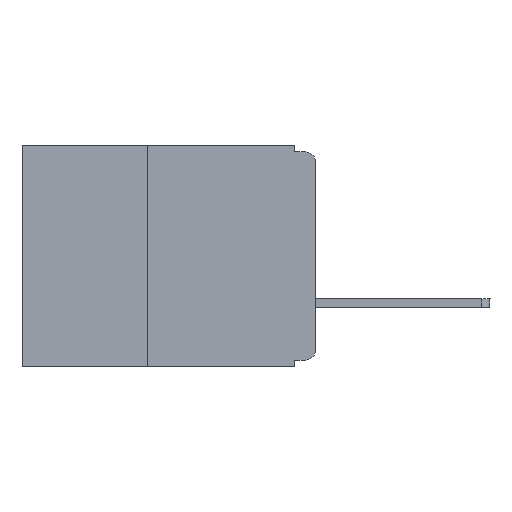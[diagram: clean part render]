
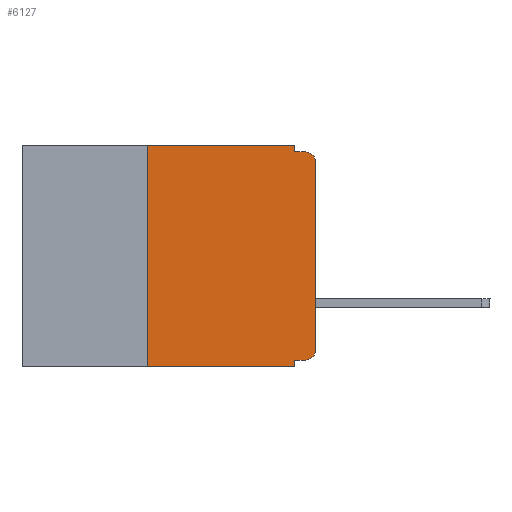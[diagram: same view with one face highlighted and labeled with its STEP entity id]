
A CAD part, left-side view. The second image highlights one B-rep face of the part: STEP entity #6127.
In plain terms, the highlighted planar face has unit normal (-1, 0, 0).
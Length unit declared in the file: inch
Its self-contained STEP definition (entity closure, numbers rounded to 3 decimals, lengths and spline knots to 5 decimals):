
#55 = EDGE_CURVE ( 'NONE', #9739, #5456, #1589, .T. ) ;
#538 = CARTESIAN_POINT ( 'NONE',  ( 0., 0.031, -0.01 ) ) ;
#848 = DIRECTION ( 'NONE',  ( 0., 0., -1. ) ) ;
#1041 = DIRECTION ( 'NONE',  ( 0., 0., 1. ) ) ;
#1161 = DIRECTION ( 'NONE',  ( 0., 0., -1. ) ) ;
#1584 = CIRCLE ( 'NONE', #7532, 0.015 ) ;
#1589 = LINE ( 'NONE', #8511, #10553 ) ;
#1596 = CARTESIAN_POINT ( 'NONE',  ( 0., 0., -0.305 ) ) ;
#1601 = EDGE_CURVE ( 'NONE', #10308, #9875, #9486, .T. ) ;
#1888 = DIRECTION ( 'NONE',  ( -1., 0., 0. ) ) ;
#1961 = VECTOR ( 'NONE', #1041, 39.37008 ) ;
#2252 = LINE ( 'NONE', #3444, #11828 ) ;
#2348 = CARTESIAN_POINT ( 'NONE',  ( 0., 0.437, 0. ) ) ;
#2373 = ORIENTED_EDGE ( 'NONE', *, *, #6397, .T. ) ;
#2620 = CARTESIAN_POINT ( 'NONE',  ( 0., 0.25, -0.33 ) ) ;
#3012 = DIRECTION ( 'NONE',  ( 0., 0., 1. ) ) ;
#3022 = VERTEX_POINT ( 'NONE', #11645 ) ;
#3203 = DIRECTION ( 'NONE',  ( 0., 0., -1. ) ) ;
#3248 = VERTEX_POINT ( 'NONE', #5663 ) ;
#3283 = EDGE_CURVE ( 'NONE', #4278, #9298, #4089, .T. ) ;
#3340 = EDGE_CURVE ( 'NONE', #10308, #3248, #10294, .T. ) ;
#3444 = CARTESIAN_POINT ( 'NONE',  ( 0., 0.031, -0.33 ) ) ;
#3519 = PLANE ( 'NONE',  #8521 ) ;
#3781 = DIRECTION ( 'NONE',  ( 0., 1., 0. ) ) ;
#3828 = CARTESIAN_POINT ( 'NONE',  ( 0., 0., 0. ) ) ;
#3833 = ORIENTED_EDGE ( 'NONE', *, *, #4663, .T. ) ;
#3839 = DIRECTION ( 'NONE',  ( 0., 0., -1. ) ) ;
#3911 = CARTESIAN_POINT ( 'NONE',  ( 0., 0., -0.32 ) ) ;
#3995 = CARTESIAN_POINT ( 'NONE',  ( 0., 0.015, -0.025 ) ) ;
#4089 = LINE ( 'NONE', #4764, #9012 ) ;
#4214 = VECTOR ( 'NONE', #11202, 39.37008 ) ;
#4278 = VERTEX_POINT ( 'NONE', #2620 ) ;
#4406 = DIRECTION ( 'NONE',  ( 1., 0., 0. ) ) ;
#4486 = EDGE_CURVE ( 'NONE', #9298, #11676, #10260, .T. ) ;
#4521 = VECTOR ( 'NONE', #3781, 39.37008 ) ;
#4663 = EDGE_CURVE ( 'NONE', #9751, #5456, #1584, .T. ) ;
#4764 = CARTESIAN_POINT ( 'NONE',  ( 0., 0.25, -0.33 ) ) ;
#5219 = ORIENTED_EDGE ( 'NONE', *, *, #3340, .F. ) ;
#5456 = VERTEX_POINT ( 'NONE', #9662 ) ;
#5520 = ORIENTED_EDGE ( 'NONE', *, *, #55, .F. ) ;
#5663 = CARTESIAN_POINT ( 'NONE',  ( 0., 0.031, -0.32 ) ) ;
#5668 = ORIENTED_EDGE ( 'NONE', *, *, #11168, .F. ) ;
#5738 = DIRECTION ( 'NONE',  ( 0., -1., 0. ) ) ;
#5947 = DIRECTION ( 'NONE',  ( 0., -1., 0. ) ) ;
#6127 = ADVANCED_FACE ( 'NONE', ( #7187 ), #3519, .F. ) ;
#6397 = EDGE_CURVE ( 'NONE', #9875, #9751, #10952, .T. ) ;
#6877 = CARTESIAN_POINT ( 'NONE',  ( 0., 0.031, 0. ) ) ;
#6904 = CARTESIAN_POINT ( 'NONE',  ( 0., 0.031, 0. ) ) ;
#7148 = EDGE_CURVE ( 'NONE', #11676, #9739, #9211, .T. ) ;
#7187 = FACE_OUTER_BOUND ( 'NONE', #10511, .T. ) ;
#7303 = CARTESIAN_POINT ( 'NONE',  ( 0., 0.25, 0. ) ) ;
#7437 = CARTESIAN_POINT ( 'NONE',  ( 0., 0.015, -0.305 ) ) ;
#7532 = AXIS2_PLACEMENT_3D ( 'NONE', #3995, #10289, #1161 ) ;
#7830 = ORIENTED_EDGE ( 'NONE', *, *, #7148, .F. ) ;
#8383 = VECTOR ( 'NONE', #5947, 39.37008 ) ;
#8511 = CARTESIAN_POINT ( 'NONE',  ( 0., 0., -0.01 ) ) ;
#8521 = AXIS2_PLACEMENT_3D ( 'NONE', #10794, #4406, #9016 ) ;
#8531 = CARTESIAN_POINT ( 'NONE',  ( 0., 0.437, -0.33 ) ) ;
#8696 = EDGE_CURVE ( 'NONE', #4278, #3022, #9550, .T. ) ;
#9012 = VECTOR ( 'NONE', #3012, 39.37008 ) ;
#9016 = DIRECTION ( 'NONE',  ( 0., 0., -1. ) ) ;
#9211 = LINE ( 'NONE', #6877, #10068 ) ;
#9250 = ORIENTED_EDGE ( 'NONE', *, *, #4486, .F. ) ;
#9298 = VERTEX_POINT ( 'NONE', #7303 ) ;
#9486 = CIRCLE ( 'NONE', #11100, 0.015 ) ;
#9550 = LINE ( 'NONE', #8531, #4214 ) ;
#9662 = CARTESIAN_POINT ( 'NONE',  ( 0., 0.015, -0.01 ) ) ;
#9733 = ORIENTED_EDGE ( 'NONE', *, *, #1601, .T. ) ;
#9739 = VERTEX_POINT ( 'NONE', #538 ) ;
#9751 = VERTEX_POINT ( 'NONE', #9795 ) ;
#9795 = CARTESIAN_POINT ( 'NONE',  ( 0., 0., -0.025 ) ) ;
#9875 = VERTEX_POINT ( 'NONE', #1596 ) ;
#10068 = VECTOR ( 'NONE', #3203, 39.37008 ) ;
#10150 = ORIENTED_EDGE ( 'NONE', *, *, #8696, .T. ) ;
#10260 = LINE ( 'NONE', #2348, #8383 ) ;
#10289 = DIRECTION ( 'NONE',  ( -1., 0., 0. ) ) ;
#10294 = LINE ( 'NONE', #3911, #4521 ) ;
#10308 = VERTEX_POINT ( 'NONE', #11456 ) ;
#10511 = EDGE_LOOP ( 'NONE', ( #2373, #3833, #5520, #7830, #9250, #11643, #10150, #5668, #5219, #9733 ) ) ;
#10553 = VECTOR ( 'NONE', #5738, 39.37008 ) ;
#10794 = CARTESIAN_POINT ( 'NONE',  ( 0., 0.437, 0. ) ) ;
#10952 = LINE ( 'NONE', #3828, #1961 ) ;
#11100 = AXIS2_PLACEMENT_3D ( 'NONE', #7437, #1888, #3839 ) ;
#11168 = EDGE_CURVE ( 'NONE', #3248, #3022, #2252, .T. ) ;
#11202 = DIRECTION ( 'NONE',  ( 0., -1., 0. ) ) ;
#11456 = CARTESIAN_POINT ( 'NONE',  ( 0., 0.015, -0.32 ) ) ;
#11643 = ORIENTED_EDGE ( 'NONE', *, *, #3283, .F. ) ;
#11645 = CARTESIAN_POINT ( 'NONE',  ( 0., 0.031, -0.33 ) ) ;
#11676 = VERTEX_POINT ( 'NONE', #6904 ) ;
#11828 = VECTOR ( 'NONE', #848, 39.37008 ) ;
